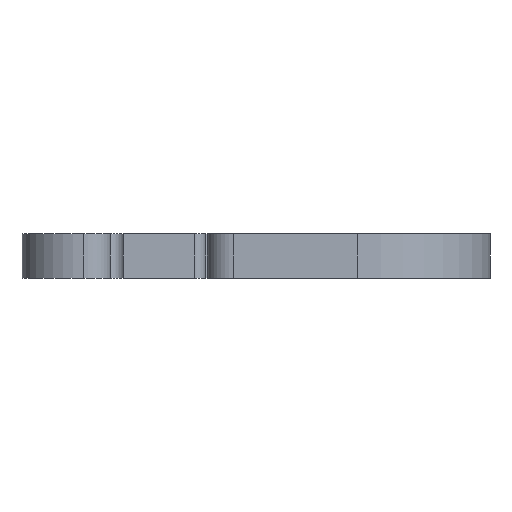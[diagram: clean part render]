
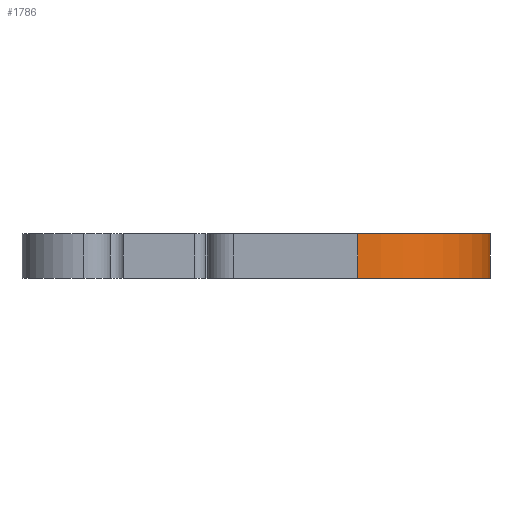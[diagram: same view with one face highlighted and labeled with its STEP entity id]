
A CAD part, left-side view. The second image highlights one B-rep face of the part: STEP entity #1786.
In plain terms, the highlighted cylindrical face has radius 30 mm (diameter 60 mm), a partial arc.
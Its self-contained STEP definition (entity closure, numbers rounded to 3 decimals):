
#152=FACE_OUTER_BOUND('',#263,.T.);
#263=EDGE_LOOP('',(#1598,#1599,#1600,#1601));
#335=CIRCLE('',#1912,30.);
#361=CIRCLE('',#1940,30.);
#515=LINE('',#2996,#686);
#527=LINE('',#3021,#698);
#686=VECTOR('',#2441,10.);
#698=VECTOR('',#2479,10.);
#828=VERTEX_POINT('',#2826);
#829=VERTEX_POINT('',#2828);
#872=VERTEX_POINT('',#2931);
#873=VERTEX_POINT('',#2933);
#1030=EDGE_CURVE('',#829,#828,#335,.T.);
#1089=EDGE_CURVE('',#872,#873,#361,.T.);
#1121=EDGE_CURVE('',#828,#873,#515,.T.);
#1133=EDGE_CURVE('',#829,#872,#527,.T.);
#1598=ORIENTED_EDGE('',*,*,#1030,.T.);
#1599=ORIENTED_EDGE('',*,*,#1121,.T.);
#1600=ORIENTED_EDGE('',*,*,#1089,.F.);
#1601=ORIENTED_EDGE('',*,*,#1133,.F.);
#1705=CYLINDRICAL_SURFACE('',#1979,30.);
#1786=ADVANCED_FACE('',(#152),#1705,.T.);
#1912=AXIS2_PLACEMENT_3D('',#2829,#2276,#2277);
#1940=AXIS2_PLACEMENT_3D('',#2934,#2365,#2366);
#1979=AXIS2_PLACEMENT_3D('',#3020,#2477,#2478);
#2276=DIRECTION('center_axis',(0.,0.,1.));
#2277=DIRECTION('ref_axis',(-1.,0.,0.));
#2365=DIRECTION('center_axis',(0.,0.,1.));
#2366=DIRECTION('ref_axis',(-1.,0.,0.));
#2441=DIRECTION('',(0.,0.,1.));
#2477=DIRECTION('center_axis',(0.,0.,1.));
#2478=DIRECTION('ref_axis',(-1.,0.,0.));
#2479=DIRECTION('',(0.,0.,1.));
#2826=CARTESIAN_POINT('',(22.,50.,0.));
#2828=CARTESIAN_POINT('',(-8.,80.,0.));
#2829=CARTESIAN_POINT('Origin',(22.,80.,0.));
#2931=CARTESIAN_POINT('',(-8.,80.,10.));
#2933=CARTESIAN_POINT('',(22.,50.,10.));
#2934=CARTESIAN_POINT('Origin',(22.,80.,10.));
#2996=CARTESIAN_POINT('',(22.,50.,0.));
#3020=CARTESIAN_POINT('Origin',(22.,80.,0.));
#3021=CARTESIAN_POINT('',(-8.,80.,0.));
